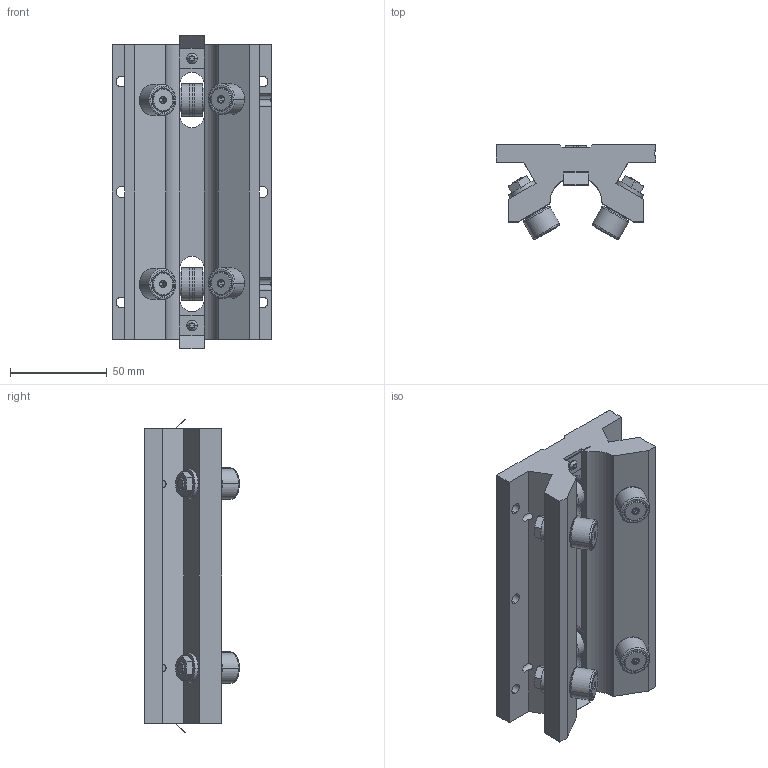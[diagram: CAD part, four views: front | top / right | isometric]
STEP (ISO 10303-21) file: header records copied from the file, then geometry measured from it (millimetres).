
FILE_DESCRIPTION (( 'STEP AP203' ), '1' );
FILE_NAME ('RollerBearing_281EDA04B9.step', '2021-04-26T14:43:33', ( 'localadmin' ), ( 'BOXX Technologies, Inc.' ), 'SwSTEP 2.0', 'SolidWorks 2019', '' );
FILE_SCHEMA (( 'CONFIG_CONTROL_DESIGN' ));
Length unit declared in the file: inch
Products named in the file (3): HuyeRPoPTt_CADModel_0; RollerBearing_281EDA04B9
Assembly tree (1 placements, depth 2):
  HuyeRPoPTt_CADModel_0
  RollerBearing_281EDA04B9
    HuyeRPoPTt_CADModel_0
Bounding box: 82.55 x 48.96 x 162.47 mm (x, y, z)
Volume: 278595.6 mm3; surface area: 68904.6 mm2
Topology: 20 solids, 20 shells, 589 faces, 1409 edges, 880 vertices
Faces by surface type: plane 252, cylinder 181, cone 128, bspline 16, torus 8, sphere 4
Entity records: 17801 total; most frequent: CARTESIAN_POINT 3747, DIRECTION 2967, ORIENTED_EDGE 2786, EDGE_CURVE 1393, AXIS2_PLACEMENT_3D 1136, VERTEX_POINT 880, VECTOR 695, LINE 695
